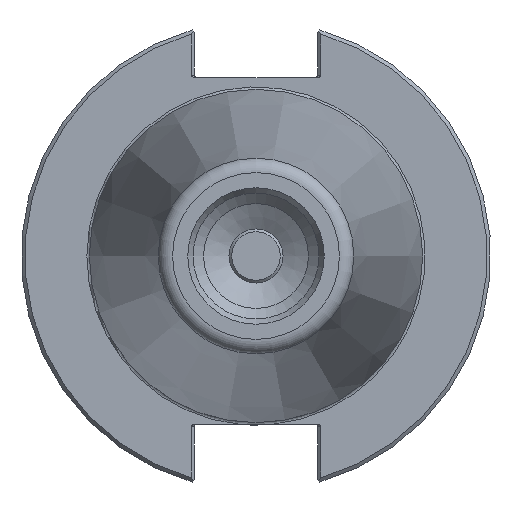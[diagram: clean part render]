
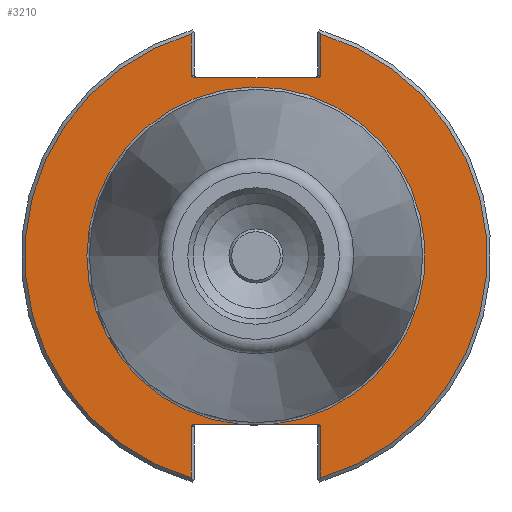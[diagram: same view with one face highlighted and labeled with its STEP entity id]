
A CAD part, left-side view. The second image highlights one B-rep face of the part: STEP entity #3210.
In plain terms, the highlighted planar face has unit normal (-1, 0, 0).
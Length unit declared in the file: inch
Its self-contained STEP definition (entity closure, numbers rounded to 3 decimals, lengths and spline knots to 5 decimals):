
#2565=CARTESIAN_POINT('',(0.125,-0.50422,1.472));
#2566=VERTEX_POINT('',#2565);
#2573=CARTESIAN_POINT('',(0.125,-0.5325,1.492));
#2574=VERTEX_POINT('',#2573);
#2575=CARTESIAN_POINT('',(0.125,-0.50422,1.492));
#2576=DIRECTION('',(-1.0,0.0,0.0));
#2577=DIRECTION('',(0.0,-1.0,0.0));
#2578=AXIS2_PLACEMENT_3D('',#2575,#2576,#2577);
#2579=ELLIPSE('',#2578,0.02828,0.02);
#2580=EDGE_CURVE('',#2566,#2574,#2579,.T.);
#2630=CARTESIAN_POINT('',(0.125,-0.5325,1.83167));
#2631=VERTEX_POINT('',#2630);
#2632=CARTESIAN_POINT('',(0.125,-0.5325,1.492));
#2633=DIRECTION('',(0.0,0.0,1.0));
#2634=VECTOR('',#2633,0.33967);
#2635=LINE('',#2632,#2634);
#2636=EDGE_CURVE('',#2574,#2631,#2635,.T.);
#2719=CARTESIAN_POINT('',(0.125,0.50422,-1.388));
#2720=VERTEX_POINT('',#2719);
#2727=CARTESIAN_POINT('',(0.125,0.5325,-1.408));
#2728=VERTEX_POINT('',#2727);
#2729=CARTESIAN_POINT('',(0.125,0.50422,-1.408));
#2730=DIRECTION('',(-1.0,0.0,0.0));
#2731=DIRECTION('',(0.0,1.0,0.0));
#2732=AXIS2_PLACEMENT_3D('',#2729,#2730,#2731);
#2733=ELLIPSE('',#2732,0.02828,0.02);
#2734=EDGE_CURVE('',#2720,#2728,#2733,.T.);
#2784=CARTESIAN_POINT('',(0.125,0.5325,-1.83167));
#2785=VERTEX_POINT('',#2784);
#2786=CARTESIAN_POINT('',(0.125,0.5325,-1.408));
#2787=DIRECTION('',(0.0,0.0,-1.0));
#2788=VECTOR('',#2787,0.42367);
#2789=LINE('',#2786,#2788);
#2790=EDGE_CURVE('',#2728,#2785,#2789,.T.);
#2815=CARTESIAN_POINT('',(0.125,-0.5325,-1.408));
#2816=VERTEX_POINT('',#2815);
#2817=CARTESIAN_POINT('',(0.125,-0.50422,-1.388));
#2818=VERTEX_POINT('',#2817);
#2819=CARTESIAN_POINT('',(0.125,-0.50422,-1.408));
#2820=DIRECTION('',(-1.0,0.0,0.0));
#2821=DIRECTION('',(0.0,-1.0,0.0));
#2822=AXIS2_PLACEMENT_3D('',#2819,#2820,#2821);
#2823=ELLIPSE('',#2822,0.02828,0.02);
#2824=EDGE_CURVE('',#2816,#2818,#2823,.T.);
#2922=CARTESIAN_POINT('',(0.125,-0.5325,-1.83167));
#2923=VERTEX_POINT('',#2922);
#2930=CARTESIAN_POINT('',(0.125,-0.5325,-1.83167));
#2931=DIRECTION('',(0.0,0.0,1.0));
#2932=VECTOR('',#2931,0.42367);
#2933=LINE('',#2930,#2932);
#2934=EDGE_CURVE('',#2923,#2816,#2933,.T.);
#2976=CARTESIAN_POINT('',(0.125,0.5325,1.492));
#2977=VERTEX_POINT('',#2976);
#2984=CARTESIAN_POINT('',(0.125,0.50422,1.472));
#2985=VERTEX_POINT('',#2984);
#2986=CARTESIAN_POINT('',(0.125,0.50422,1.492));
#2987=DIRECTION('',(-1.0,0.0,0.0));
#2988=DIRECTION('',(0.0,1.0,0.0));
#2989=AXIS2_PLACEMENT_3D('',#2986,#2987,#2988);
#2990=ELLIPSE('',#2989,0.02828,0.02);
#2991=EDGE_CURVE('',#2977,#2985,#2990,.T.);
#3076=CARTESIAN_POINT('',(0.125,0.5325,1.83167));
#3077=VERTEX_POINT('',#3076);
#3084=CARTESIAN_POINT('',(0.125,0.5325,1.83167));
#3085=DIRECTION('',(0.0,0.0,-1.0));
#3086=VECTOR('',#3085,0.33967);
#3087=LINE('',#3084,#3086);
#3088=EDGE_CURVE('',#3077,#2977,#3087,.T.);
#3123=CARTESIAN_POINT('',(0.125,-0.13957,-1.388));
#3124=VERTEX_POINT('',#3123);
#3125=CARTESIAN_POINT('',(0.125,0.13957,-1.388));
#3126=VERTEX_POINT('',#3125);
#3141=CARTESIAN_POINT('',(0.125,0.0,0.0));
#3142=DIRECTION('',(-1.0,0.0,0.0));
#3143=DIRECTION('',(0.0,-1.0,0.0));
#3144=AXIS2_PLACEMENT_3D('',#3141,#3142,#3143);
#3145=CIRCLE('',#3144,1.395);
#3146=EDGE_CURVE('',#3124,#3126,#3145,.T.);
#3162=CARTESIAN_POINT('',(0.125,1.65625,0.0));
#3163=DIRECTION('',(-1.0,0.0,0.0));
#3164=DIRECTION('',(0.0,0.0,1.0));
#3165=AXIS2_PLACEMENT_3D('',#3162,#3163,#3164);
#3166=PLANE('',#3165);
#3167=ORIENTED_EDGE('',*,*,#3146,.F.);
#3168=CARTESIAN_POINT('',(0.125,-0.50422,-1.388));
#3169=DIRECTION('',(0.0,1.0,0.0));
#3170=VECTOR('',#3169,0.36464);
#3171=LINE('',#3168,#3170);
#3172=EDGE_CURVE('',#2818,#3124,#3171,.T.);
#3173=ORIENTED_EDGE('',*,*,#3172,.F.);
#3174=ORIENTED_EDGE('',*,*,#2824,.F.);
#3175=ORIENTED_EDGE('',*,*,#2934,.F.);
#3176=CARTESIAN_POINT('',(0.125,0.0,0.0));
#3177=DIRECTION('',(1.0,0.0,0.0));
#3178=DIRECTION('',(0.0,-1.0,0.0));
#3179=AXIS2_PLACEMENT_3D('',#3176,#3177,#3178);
#3180=CIRCLE('',#3179,1.9075);
#3181=EDGE_CURVE('',#2631,#2923,#3180,.T.);
#3182=ORIENTED_EDGE('',*,*,#3181,.F.);
#3183=ORIENTED_EDGE('',*,*,#2636,.F.);
#3184=ORIENTED_EDGE('',*,*,#2580,.F.);
#3185=CARTESIAN_POINT('',(0.125,0.50422,1.472));
#3186=DIRECTION('',(0.0,-1.0,0.0));
#3187=VECTOR('',#3186,1.00843);
#3188=LINE('',#3185,#3187);
#3189=EDGE_CURVE('',#2985,#2566,#3188,.T.);
#3190=ORIENTED_EDGE('',*,*,#3189,.F.);
#3191=ORIENTED_EDGE('',*,*,#2991,.F.);
#3192=ORIENTED_EDGE('',*,*,#3088,.F.);
#3193=CARTESIAN_POINT('',(0.125,0.0,0.0));
#3194=DIRECTION('',(1.0,0.0,0.0));
#3195=DIRECTION('',(0.0,1.0,0.0));
#3196=AXIS2_PLACEMENT_3D('',#3193,#3194,#3195);
#3197=CIRCLE('',#3196,1.9075);
#3198=EDGE_CURVE('',#2785,#3077,#3197,.T.);
#3199=ORIENTED_EDGE('',*,*,#3198,.F.);
#3200=ORIENTED_EDGE('',*,*,#2790,.F.);
#3201=ORIENTED_EDGE('',*,*,#2734,.F.);
#3202=CARTESIAN_POINT('',(0.125,0.13957,-1.388));
#3203=DIRECTION('',(0.0,1.0,0.0));
#3204=VECTOR('',#3203,0.36464);
#3205=LINE('',#3202,#3204);
#3206=EDGE_CURVE('',#3126,#2720,#3205,.T.);
#3207=ORIENTED_EDGE('',*,*,#3206,.F.);
#3208=EDGE_LOOP('',(#3167,#3173,#3174,#3175,#3182,#3183,#3184,#3190,#3191,#3192,#3199,#3200,#3201,#3207));
#3209=FACE_OUTER_BOUND('',#3208,.T.);
#3210=ADVANCED_FACE('',(#3209),#3166,.T.);
